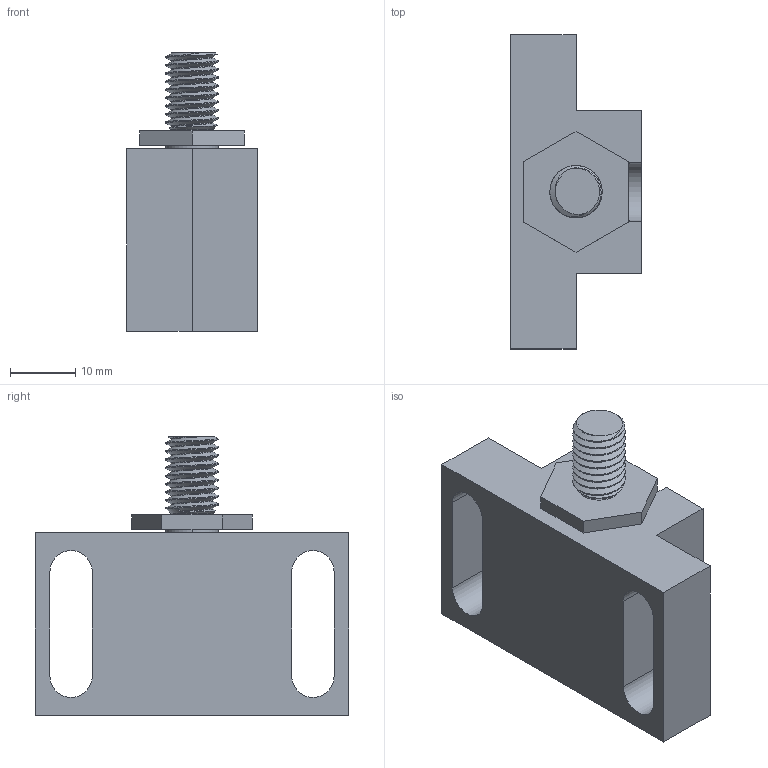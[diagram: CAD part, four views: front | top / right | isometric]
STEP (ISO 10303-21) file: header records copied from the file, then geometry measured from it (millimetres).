
FILE_DESCRIPTION (( 'STEP AP214' ), '1' );
FILE_NAME ('Grab Latch (3136N132).step', '2023-01-06T00:23:39', ( '' ), ( '' ), 'SwSTEP 2.0', 'SolidWorks 2019', '' );
FILE_SCHEMA (( 'AUTOMOTIVE_DESIGN' ));
Length unit declared in the file: inch
Products named in the file (1): Grab Latch (3136N132)
Bounding box: 19.99 x 48.01 x 42.67 mm (x, y, z)
Volume: 17067 mm3; surface area: 7555.8 mm2
Topology: 2 solids, 2 shells, 73 faces, 196 edges, 126 vertices
Faces by surface type: plane 32, cylinder 26, torus 6, cone 5, bspline 3, sphere 1
Entity records: 4456 total; most frequent: CARTESIAN_POINT 2710, ORIENTED_EDGE 384, DIRECTION 312, EDGE_CURVE 192, VERTEX_POINT 125, AXIS2_PLACEMENT_3D 104, VECTOR 104, LINE 104
